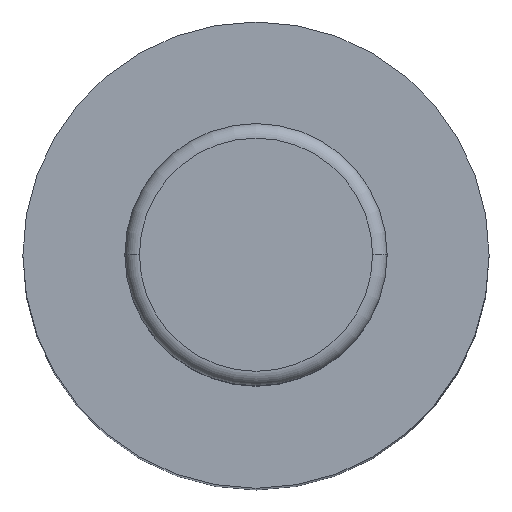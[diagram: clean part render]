
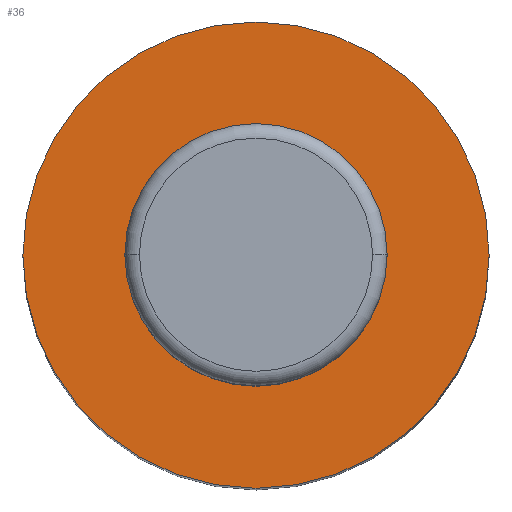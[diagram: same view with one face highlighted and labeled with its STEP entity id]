
A CAD part, top view. The second image highlights one B-rep face of the part: STEP entity #36.
In plain terms, the highlighted planar face has unit normal (0, 0, 1).
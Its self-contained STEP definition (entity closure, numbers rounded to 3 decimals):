
#17 = AXIS2_PLACEMENT_3D ( 'NONE', #99, #284, #802 ) ;
#30 = AXIS2_PLACEMENT_3D ( 'NONE', #199, #304, #181 ) ;
#36 = ADVANCED_FACE ( 'NONE', ( #766, #453 ), #347, .T. ) ;
#78 = EDGE_LOOP ( 'NONE', ( #423, #396 ) ) ;
#87 = VERTEX_POINT ( 'NONE', #336 ) ;
#97 = CARTESIAN_POINT ( 'NONE',  ( 0., 0., 68. ) ) ;
#99 = CARTESIAN_POINT ( 'NONE',  ( 0., 0., 68. ) ) ;
#158 = EDGE_CURVE ( 'NONE', #87, #728, #555, .T. ) ;
#160 = CARTESIAN_POINT ( 'NONE',  ( 0., 0., 68. ) ) ;
#181 = DIRECTION ( 'NONE',  ( 1., 0., 0. ) ) ;
#199 = CARTESIAN_POINT ( 'NONE',  ( -9., 0., 68. ) ) ;
#229 = DIRECTION ( 'NONE',  ( -1., 0., 0. ) ) ;
#234 = CIRCLE ( 'NONE', #17, 9. ) ;
#263 = EDGE_CURVE ( 'NONE', #728, #87, #732, .T. ) ;
#284 = DIRECTION ( 'NONE',  ( 0., 0., -1. ) ) ;
#304 = DIRECTION ( 'NONE',  ( 0., 0., 1. ) ) ;
#315 = ORIENTED_EDGE ( 'NONE', *, *, #398, .T. ) ;
#336 = CARTESIAN_POINT ( 'NONE',  ( 16., 0., 68. ) ) ;
#347 = PLANE ( 'NONE',  #30 ) ;
#368 = DIRECTION ( 'NONE',  ( -1., 0., 0. ) ) ;
#380 = DIRECTION ( 'NONE',  ( 0., 0., -1. ) ) ;
#388 = CARTESIAN_POINT ( 'NONE',  ( 0., 0., 68. ) ) ;
#396 = ORIENTED_EDGE ( 'NONE', *, *, #158, .F. ) ;
#398 = EDGE_CURVE ( 'NONE', #443, #694, #234, .T. ) ;
#423 = ORIENTED_EDGE ( 'NONE', *, *, #263, .F. ) ;
#427 = CIRCLE ( 'NONE', #679, 9. ) ;
#443 = VERTEX_POINT ( 'NONE', #879 ) ;
#445 = CARTESIAN_POINT ( 'NONE',  ( -16., 0., 68. ) ) ;
#453 = FACE_OUTER_BOUND ( 'NONE', #78, .T. ) ;
#491 = EDGE_LOOP ( 'NONE', ( #315, #719 ) ) ;
#555 = CIRCLE ( 'NONE', #760, 16. ) ;
#600 = CARTESIAN_POINT ( 'NONE',  ( 9., 0., 68. ) ) ;
#657 = DIRECTION ( 'NONE',  ( 0., 0., -1. ) ) ;
#679 = AXIS2_PLACEMENT_3D ( 'NONE', #97, #793, #783 ) ;
#685 = AXIS2_PLACEMENT_3D ( 'NONE', #160, #657, #368 ) ;
#694 = VERTEX_POINT ( 'NONE', #600 ) ;
#719 = ORIENTED_EDGE ( 'NONE', *, *, #830, .T. ) ;
#728 = VERTEX_POINT ( 'NONE', #445 ) ;
#732 = CIRCLE ( 'NONE', #685, 16. ) ;
#760 = AXIS2_PLACEMENT_3D ( 'NONE', #388, #380, #229 ) ;
#766 = FACE_BOUND ( 'NONE', #491, .T. ) ;
#783 = DIRECTION ( 'NONE',  ( -1., 0., 0. ) ) ;
#793 = DIRECTION ( 'NONE',  ( 0., 0., -1. ) ) ;
#802 = DIRECTION ( 'NONE',  ( -1., 0., 0. ) ) ;
#830 = EDGE_CURVE ( 'NONE', #694, #443, #427, .T. ) ;
#879 = CARTESIAN_POINT ( 'NONE',  ( -9., 0., 68. ) ) ;
